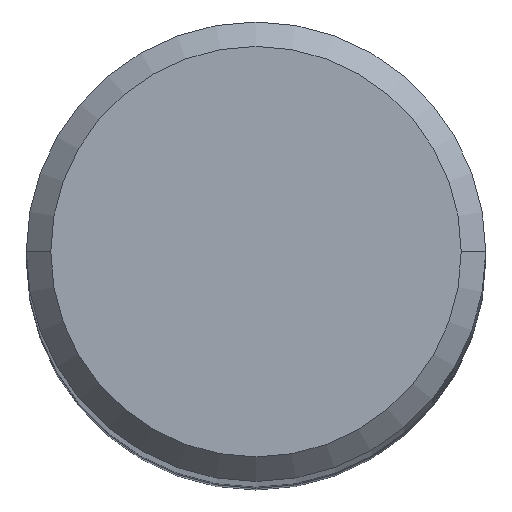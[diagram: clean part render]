
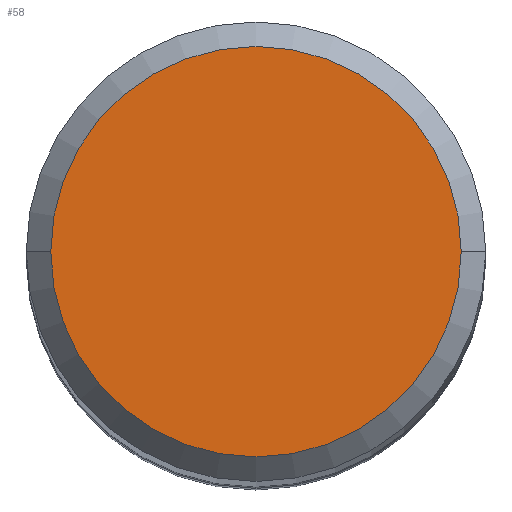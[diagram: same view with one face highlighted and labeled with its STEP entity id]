
A CAD part, top view. The second image highlights one B-rep face of the part: STEP entity #58.
In plain terms, the highlighted planar face has unit normal (0, 0, 1).
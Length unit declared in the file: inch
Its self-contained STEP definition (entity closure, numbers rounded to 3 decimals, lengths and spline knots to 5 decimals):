
#5 = EDGE_CURVE ( 'NONE', #477, #483, #176, .T. ) ;
#14 = DIRECTION ( 'NONE',  ( 1., 0., 0. ) ) ;
#58 = ADVANCED_FACE ( 'NONE', ( #287 ), #328, .F. ) ;
#83 = CARTESIAN_POINT ( 'NONE',  ( 0., 0.1675, 0. ) ) ;
#114 = DIRECTION ( 'NONE',  ( 1., 0., 0. ) ) ;
#119 = CARTESIAN_POINT ( 'NONE',  ( 0., 0., 0. ) ) ;
#123 = AXIS2_PLACEMENT_3D ( 'NONE', #83, #412, #435 ) ;
#158 = DIRECTION ( 'NONE',  ( 0., 0., 1. ) ) ;
#176 = CIRCLE ( 'NONE', #364, 0.1675 ) ;
#181 = EDGE_CURVE ( 'NONE', #483, #477, #294, .T. ) ;
#225 = AXIS2_PLACEMENT_3D ( 'NONE', #468, #158, #114 ) ;
#249 = ORIENTED_EDGE ( 'NONE', *, *, #5, .T. ) ;
#287 = FACE_OUTER_BOUND ( 'NONE', #315, .T. ) ;
#294 = CIRCLE ( 'NONE', #225, 0.1675 ) ;
#315 = EDGE_LOOP ( 'NONE', ( #249, #319 ) ) ;
#319 = ORIENTED_EDGE ( 'NONE', *, *, #181, .T. ) ;
#328 = PLANE ( 'NONE',  #123 ) ;
#349 = CARTESIAN_POINT ( 'NONE',  ( -0.1675, 0., 0. ) ) ;
#364 = AXIS2_PLACEMENT_3D ( 'NONE', #119, #415, #14 ) ;
#387 = CARTESIAN_POINT ( 'NONE',  ( 0.1675, 0., 0. ) ) ;
#412 = DIRECTION ( 'NONE',  ( 0., 0., -1. ) ) ;
#415 = DIRECTION ( 'NONE',  ( 0., 0., 1. ) ) ;
#435 = DIRECTION ( 'NONE',  ( -1., 0., 0. ) ) ;
#468 = CARTESIAN_POINT ( 'NONE',  ( 0., 0., 0. ) ) ;
#477 = VERTEX_POINT ( 'NONE', #349 ) ;
#483 = VERTEX_POINT ( 'NONE', #387 ) ;
